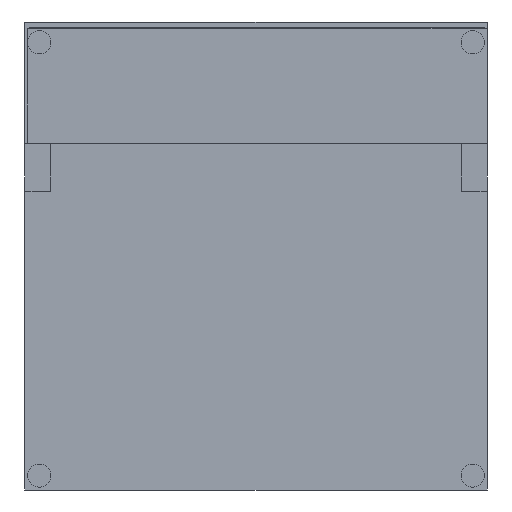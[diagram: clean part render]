
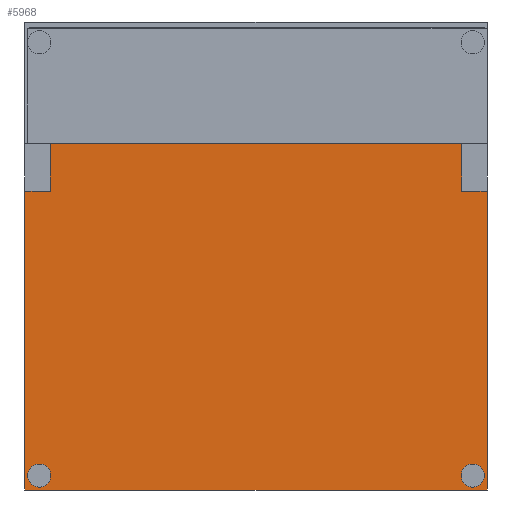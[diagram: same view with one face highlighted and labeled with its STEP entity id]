
A CAD part, front view. The second image highlights one B-rep face of the part: STEP entity #5968.
In plain terms, the highlighted planar face has unit normal (0, -1, 0).
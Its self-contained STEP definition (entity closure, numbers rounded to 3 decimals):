
#394=FACE_OUTER_BOUND('',#755,.T.);
#755=EDGE_LOOP('',(#3998,#3999,#4000,#4001,#4002,#4003,#4004,#4005));
#1125=LINE('',#8766,#1800);
#1129=LINE('',#8774,#1804);
#1134=LINE('',#8783,#1809);
#1137=LINE('',#8789,#1812);
#1138=LINE('',#8792,#1813);
#1141=LINE('',#8799,#1816);
#1145=LINE('',#8806,#1820);
#1147=LINE('',#8809,#1822);
#1800=VECTOR('',#6959,10.);
#1804=VECTOR('',#6965,10.);
#1809=VECTOR('',#6976,10.);
#1812=VECTOR('',#6981,10.);
#1813=VECTOR('',#6984,10.);
#1816=VECTOR('',#6989,10.);
#1820=VECTOR('',#6995,10.);
#1822=VECTOR('',#6999,10.);
#2471=VERTEX_POINT('',#8763);
#2472=VERTEX_POINT('',#8765);
#2474=VERTEX_POINT('',#8771);
#2475=VERTEX_POINT('',#8773);
#2478=VERTEX_POINT('',#8787);
#2479=VERTEX_POINT('',#8791);
#2481=VERTEX_POINT('',#8797);
#2482=VERTEX_POINT('',#8798);
#3067=EDGE_CURVE('',#2472,#2471,#1125,.T.);
#3071=EDGE_CURVE('',#2474,#2475,#1129,.T.);
#3076=EDGE_CURVE('',#2471,#2475,#1134,.T.);
#3079=EDGE_CURVE('',#2478,#2474,#1137,.T.);
#3080=EDGE_CURVE('',#2472,#2479,#1138,.T.);
#3083=EDGE_CURVE('',#2481,#2482,#1141,.T.);
#3087=EDGE_CURVE('',#2479,#2481,#1145,.T.);
#3089=EDGE_CURVE('',#2482,#2478,#1147,.T.);
#3998=ORIENTED_EDGE('',*,*,#3089,.F.);
#3999=ORIENTED_EDGE('',*,*,#3083,.F.);
#4000=ORIENTED_EDGE('',*,*,#3087,.F.);
#4001=ORIENTED_EDGE('',*,*,#3080,.F.);
#4002=ORIENTED_EDGE('',*,*,#3067,.T.);
#4003=ORIENTED_EDGE('',*,*,#3076,.T.);
#4004=ORIENTED_EDGE('',*,*,#3071,.F.);
#4005=ORIENTED_EDGE('',*,*,#3079,.F.);
#5691=PLANE('',#6385);
#5968=ADVANCED_FACE('',(#394),#5691,.F.);
#6385=AXIS2_PLACEMENT_3D('',#8812,#7003,#7004);
#6959=DIRECTION('',(0.,0.,1.));
#6965=DIRECTION('',(0.,0.,1.));
#6976=DIRECTION('',(-1.,0.,0.));
#6981=DIRECTION('',(1.,0.,0.));
#6984=DIRECTION('',(1.,0.,0.));
#6989=DIRECTION('',(-1.,0.,0.));
#6995=DIRECTION('',(0.,0.,-1.));
#6999=DIRECTION('',(0.,0.,1.));
#7003=DIRECTION('center_axis',(0.,1.,0.));
#7004=DIRECTION('ref_axis',(0.,0.,1.));
#8763=CARTESIAN_POINT('',(356.,0.,341.5));
#8765=CARTESIAN_POINT('',(356.,0.,258.5));
#8766=CARTESIAN_POINT('',(356.,0.,258.5));
#8771=CARTESIAN_POINT('',(-356.,0.,258.5));
#8773=CARTESIAN_POINT('',(-356.,0.,341.5));
#8774=CARTESIAN_POINT('',(-356.,0.,258.5));
#8783=CARTESIAN_POINT('',(-178.,0.,341.5));
#8787=CARTESIAN_POINT('',(-400.,0.,258.5));
#8789=CARTESIAN_POINT('',(-400.,0.,258.5));
#8791=CARTESIAN_POINT('',(400.,0.,258.5));
#8792=CARTESIAN_POINT('',(-400.,0.,258.5));
#8797=CARTESIAN_POINT('',(400.,0.,-258.5));
#8798=CARTESIAN_POINT('',(-400.,0.,-258.5));
#8799=CARTESIAN_POINT('',(400.,0.,-258.5));
#8806=CARTESIAN_POINT('',(400.,0.,258.5));
#8809=CARTESIAN_POINT('',(-400.,0.,-258.5));
#8812=CARTESIAN_POINT('Origin',(0.,0.,0.));
